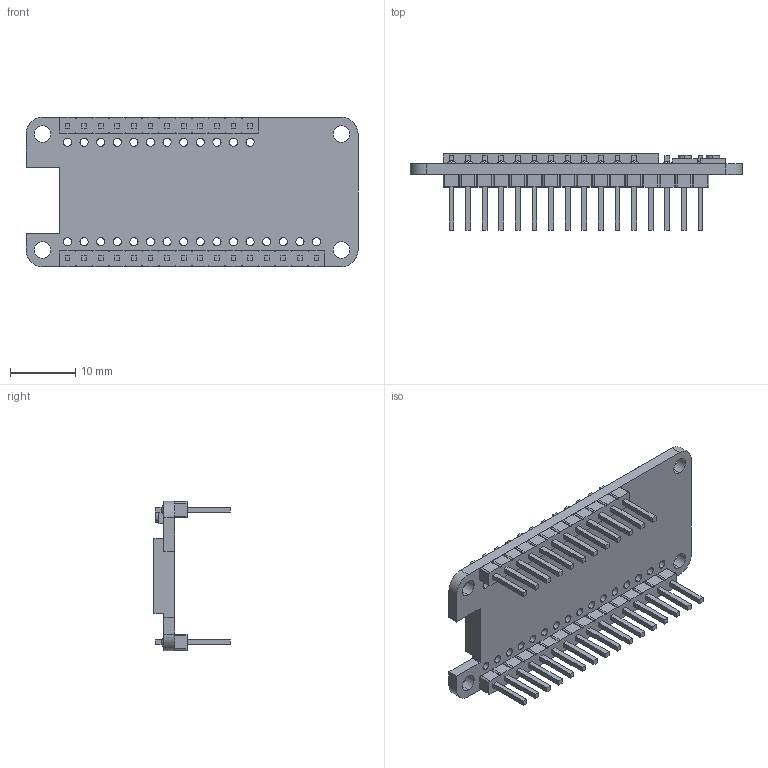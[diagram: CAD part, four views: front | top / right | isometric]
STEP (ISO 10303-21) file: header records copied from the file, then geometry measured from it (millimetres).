
FILE_DESCRIPTION (( 'STEP AP214' ), '1' );
FILE_NAME ('Adafruit_Feather_Display032x128_000.STEP', '2021-03-09T22:58:20', ( '' ), ( '' ), 'SwSTEP 2.0', 'SolidWorks 2017', '' );
FILE_SCHEMA (( 'AUTOMOTIVE_DESIGN' ));
Length unit declared in the file: inch
Products named in the file (1): Adafruit_Feather_Display032x128_000
Bounding box: 50.8 x 11.68 x 22.86 mm (x, y, z)
Volume: 2785.8 mm3; surface area: 4100.2 mm2
Topology: 1 solids, 29 shells, 848 faces, 2172 edges, 1448 vertices
Faces by surface type: plane 548, cylinder 244, cone 56
Entity records: 35875 total; most frequent: CARTESIAN_POINT 5533, ORIENTED_EDGE 4344, DIRECTION 4246, EDGE_CURVE 2172, VECTOR 1460, LINE 1460, VERTEX_POINT 1448, AXIS2_PLACEMENT_3D 1393
